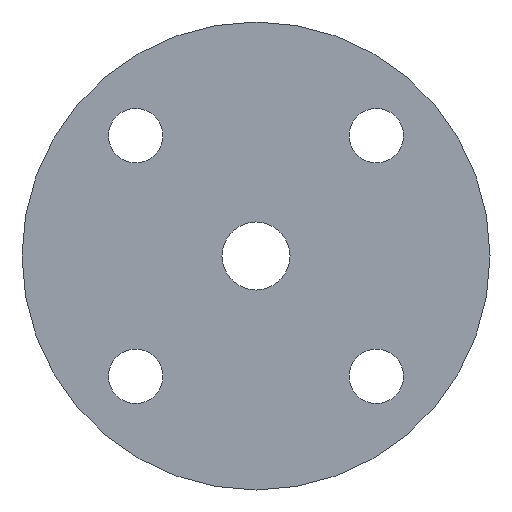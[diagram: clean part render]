
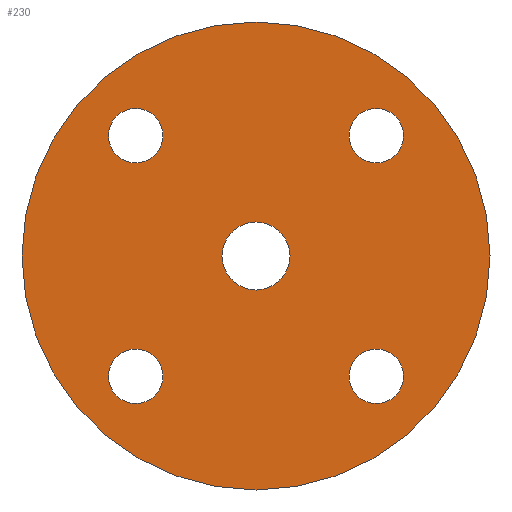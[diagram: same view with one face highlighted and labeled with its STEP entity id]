
A CAD part, left-side view. The second image highlights one B-rep face of the part: STEP entity #230.
In plain terms, the highlighted planar face has unit normal (-1, 0, 0).
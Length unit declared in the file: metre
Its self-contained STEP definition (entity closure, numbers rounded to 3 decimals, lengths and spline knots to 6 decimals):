
#13=PLANE('',#371);
#34=ORIENTED_EDGE('',*,*,#73,.T.);
#35=ORIENTED_EDGE('',*,*,#64,.T.);
#36=ORIENTED_EDGE('',*,*,#62,.T.);
#37=ORIENTED_EDGE('',*,*,#60,.T.);
#38=ORIENTED_EDGE('',*,*,#58,.T.);
#39=ORIENTED_EDGE('',*,*,#67,.F.);
#58=EDGE_CURVE('',#78,#78,#98,.T.);
#60=EDGE_CURVE('',#80,#80,#100,.T.);
#62=EDGE_CURVE('',#82,#82,#102,.T.);
#64=EDGE_CURVE('',#84,#84,#104,.T.);
#67=EDGE_CURVE('',#87,#87,#107,.T.);
#73=EDGE_CURVE('',#93,#93,#113,.T.);
#78=VERTEX_POINT('',#463);
#80=VERTEX_POINT('',#468);
#82=VERTEX_POINT('',#473);
#84=VERTEX_POINT('',#478);
#87=VERTEX_POINT('',#485);
#93=VERTEX_POINT('',#499);
#98=CIRCLE('',#351,0.0032);
#100=CIRCLE('',#354,0.0032);
#102=CIRCLE('',#357,0.0032);
#104=CIRCLE('',#360,0.0032);
#107=CIRCLE('',#364,0.0275);
#113=CIRCLE('',#372,0.004);
#134=EDGE_LOOP('',(#34));
#135=EDGE_LOOP('',(#35));
#136=EDGE_LOOP('',(#36));
#137=EDGE_LOOP('',(#37));
#138=EDGE_LOOP('',(#38));
#139=EDGE_LOOP('',(#39));
#174=FACE_BOUND('',#134,.T.);
#175=FACE_BOUND('',#135,.T.);
#176=FACE_BOUND('',#136,.T.);
#177=FACE_BOUND('',#137,.T.);
#178=FACE_BOUND('',#138,.T.);
#179=FACE_BOUND('',#139,.T.);
#230=ADVANCED_FACE('',(#174,#175,#176,#177,#178,#179),#13,.F.);
#351=AXIS2_PLACEMENT_3D('',#462,#390,#391);
#354=AXIS2_PLACEMENT_3D('',#467,#396,#397);
#357=AXIS2_PLACEMENT_3D('',#472,#402,#403);
#360=AXIS2_PLACEMENT_3D('',#477,#408,#409);
#364=AXIS2_PLACEMENT_3D('',#484,#416,#417);
#371=AXIS2_PLACEMENT_3D('',#497,#430,#431);
#372=AXIS2_PLACEMENT_3D('',#498,#432,#433);
#390=DIRECTION('',(1.,0.,0.));
#391=DIRECTION('',(0.,0.,-1.));
#396=DIRECTION('',(1.,0.,0.));
#397=DIRECTION('',(0.,0.,-1.));
#402=DIRECTION('',(1.,0.,0.));
#403=DIRECTION('',(0.,0.,-1.));
#408=DIRECTION('',(1.,0.,0.));
#409=DIRECTION('',(0.,0.,-1.));
#416=DIRECTION('',(1.,0.,0.));
#417=DIRECTION('',(0.,0.,-1.));
#430=DIRECTION('',(1.,0.,0.));
#431=DIRECTION('',(0.,1.,0.));
#432=DIRECTION('',(1.,0.,0.));
#433=DIRECTION('',(0.,0.,-1.));
#462=CARTESIAN_POINT('',(0.,0.014142,0.014142));
#463=CARTESIAN_POINT('',(0.,0.014142,0.010942));
#467=CARTESIAN_POINT('',(0.,0.014142,-0.014142));
#468=CARTESIAN_POINT('',(0.,0.014142,-0.017342));
#472=CARTESIAN_POINT('',(0.,-0.014142,-0.014142));
#473=CARTESIAN_POINT('',(0.,-0.014142,-0.017342));
#477=CARTESIAN_POINT('',(0.,-0.014142,0.014142));
#478=CARTESIAN_POINT('',(0.,-0.014142,0.010942));
#484=CARTESIAN_POINT('',(0.,0.,0.));
#485=CARTESIAN_POINT('',(0.,0.,-0.0275));
#497=CARTESIAN_POINT('',(0.,0.,0.));
#498=CARTESIAN_POINT('',(0.,0.,0.));
#499=CARTESIAN_POINT('',(0.,0.,-0.004));
